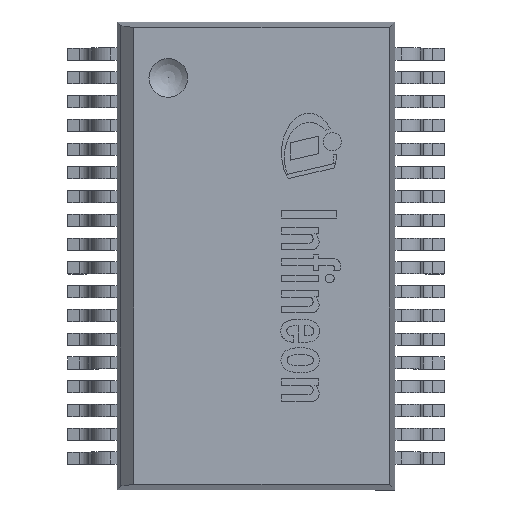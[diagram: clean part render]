
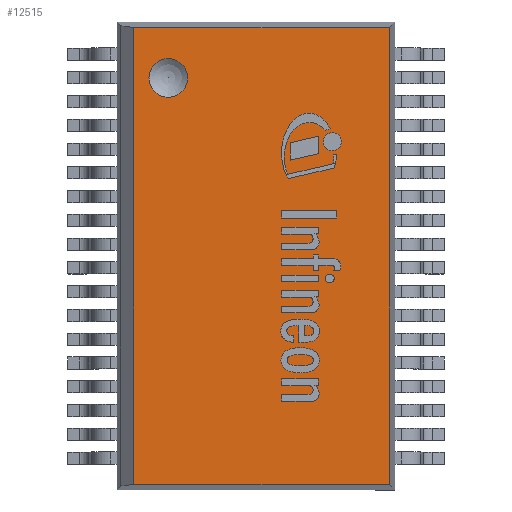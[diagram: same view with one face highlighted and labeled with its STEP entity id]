
A CAD part, top view. The second image highlights one B-rep face of the part: STEP entity #12515.
In plain terms, the highlighted planar face has unit normal (0, 0, 1).
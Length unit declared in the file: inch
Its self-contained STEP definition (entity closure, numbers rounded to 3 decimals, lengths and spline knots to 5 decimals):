
#129=LINE('',#18483,#1479);
#130=LINE('',#18486,#1480);
#134=LINE('',#18494,#1484);
#135=LINE('',#18495,#1485);
#1479=VECTOR('',#14589,1.);
#1480=VECTOR('',#14592,1.);
#1484=VECTOR('',#14598,1.);
#1485=VECTOR('',#14599,1.);
#2828=PLANE('',#13309);
#3298=FACE_BOUND('',#4059,.T.);
#3318=FACE_OUTER_BOUND('',#4058,.T.);
#4058=EDGE_LOOP('',(#8495,#8496,#8497,#8498));
#4059=EDGE_LOOP('',(#8499));
#4810=CIRCLE('',#13305,0.52915);
#5342=VERTEX_POINT('',#18472);
#5344=VERTEX_POINT('',#18477);
#5346=VERTEX_POINT('',#18481);
#5347=VERTEX_POINT('',#18485);
#5350=VERTEX_POINT('',#18493);
#6602=EDGE_CURVE('',#5342,#5342,#4810,.T.);
#6606=EDGE_CURVE('',#5344,#5346,#129,.T.);
#6607=EDGE_CURVE('',#5344,#5347,#130,.T.);
#6611=EDGE_CURVE('',#5350,#5346,#134,.T.);
#6612=EDGE_CURVE('',#5347,#5350,#135,.T.);
#8495=ORIENTED_EDGE('',*,*,#6606,.T.);
#8496=ORIENTED_EDGE('',*,*,#6611,.F.);
#8497=ORIENTED_EDGE('',*,*,#6612,.F.);
#8498=ORIENTED_EDGE('',*,*,#6607,.F.);
#8499=ORIENTED_EDGE('',*,*,#6602,.T.);
#12515=ADVANCED_FACE('',(#3318,#3298),#2828,.T.);
#13305=AXIS2_PLACEMENT_3D('',#18473,#14580,#14581);
#13309=AXIS2_PLACEMENT_3D('',#18492,#14596,#14597);
#14580=DIRECTION('center_axis',(0.,0.,-1.));
#14581=DIRECTION('ref_axis',(0.,-1.,0.));
#14589=DIRECTION('',(0.,-1.,0.));
#14592=DIRECTION('',(1.,0.,0.));
#14596=DIRECTION('center_axis',(0.,0.,1.));
#14597=DIRECTION('ref_axis',(0.,-1.,0.));
#14598=DIRECTION('',(-1.,0.,0.));
#14599=DIRECTION('',(0.,-1.,0.));
#18472=CARTESIAN_POINT('',(-2.4,4.34085,2.65));
#18473=CARTESIAN_POINT('Origin',(-2.4,4.87,2.65));
#18477=CARTESIAN_POINT('',(-3.34459,6.24541,2.65));
#18481=CARTESIAN_POINT('',(-3.34459,-6.24541,2.65));
#18483=CARTESIAN_POINT('',(-3.34459,-5.04312,2.65));
#18485=CARTESIAN_POINT('',(3.64541,6.24541,2.65));
#18486=CARTESIAN_POINT('',(-3.8,6.24541,2.65));
#18492=CARTESIAN_POINT('Origin',(0.,0.,
2.65));
#18493=CARTESIAN_POINT('',(3.64541,-6.24541,2.65));
#18494=CARTESIAN_POINT('',(3.8,-6.24541,2.65));
#18495=CARTESIAN_POINT('',(3.64541,6.4,2.65));
